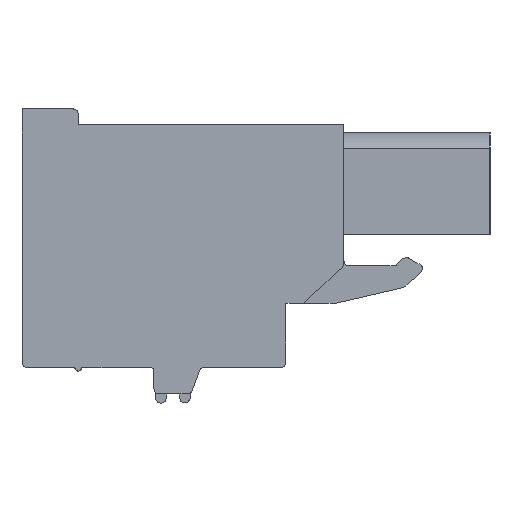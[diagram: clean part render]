
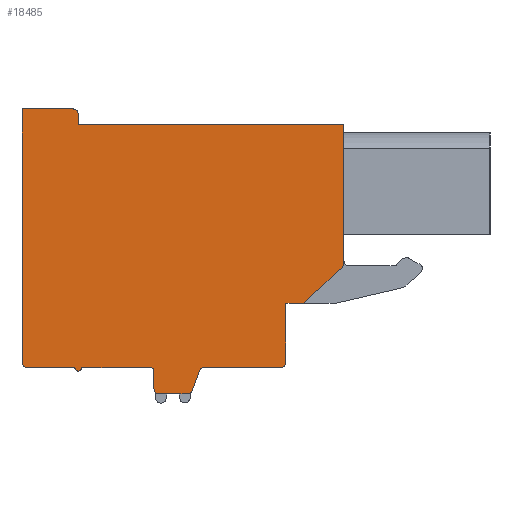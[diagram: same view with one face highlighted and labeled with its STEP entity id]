
A CAD part, left-side view. The second image highlights one B-rep face of the part: STEP entity #18485.
In plain terms, the highlighted planar face has unit normal (-1, 0, 0).
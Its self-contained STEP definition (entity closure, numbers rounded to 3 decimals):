
#713=DIRECTION('',(0.,0.,1.));
#714=VECTOR('',#713,7.87);
#715=CARTESIAN_POINT('',(-86.98,-5.66,-0.91));
#716=LINE('',#715,#714);
#3338=CARTESIAN_POINT('',(-86.98,-5.36,-0.91));
#3339=DIRECTION('',(1.,0.,0.));
#3340=DIRECTION('',(0.,-1.,0.));
#3341=AXIS2_PLACEMENT_3D('',#3338,#3339,#3340);
#3343=DIRECTION('',(0.,0.731,-0.683));
#3344=VECTOR('',#3343,3.018);
#3345=CARTESIAN_POINT('',(-86.98,-5.565,-1.129));
#3346=LINE('',#3345,#3344);
#3347=DIRECTION('',(0.,1.,0.));
#3348=VECTOR('',#3347,1.);
#3349=CARTESIAN_POINT('',(-86.98,-3.36,-3.19));
#3350=LINE('',#3349,#3348);
#3351=DIRECTION('',(0.,0.,-1.));
#3352=VECTOR('',#3351,3.35);
#3353=CARTESIAN_POINT('',(-86.98,-2.36,-3.19));
#3354=LINE('',#3353,#3352);
#3355=CARTESIAN_POINT('',(-86.98,-2.06,-6.54));
#3356=DIRECTION('',(1.,0.,0.));
#3357=DIRECTION('',(0.,-1.,0.));
#3358=AXIS2_PLACEMENT_3D('',#3355,#3356,#3357);
#3360=DIRECTION('',(0.,1.,0.));
#3361=VECTOR('',#3360,4.34);
#3362=CARTESIAN_POINT('',(-86.98,-2.06,-6.84));
#3363=LINE('',#3362,#3361);
#3364=CARTESIAN_POINT('',(-86.98,2.28,-7.14));
#3365=DIRECTION('',(-1.,0.,0.));
#3366=DIRECTION('',(0.,0.,1.));
#3367=AXIS2_PLACEMENT_3D('',#3364,#3365,#3366);
#3369=DIRECTION('',(0.,0.345,-0.939));
#3370=VECTOR('',#3369,1.179);
#3371=CARTESIAN_POINT('',(-86.98,2.562,-7.037));
#3372=LINE('',#3371,#3370);
#3373=CARTESIAN_POINT('',(-86.98,3.25,-8.04));
#3374=DIRECTION('',(1.,0.,0.));
#3375=DIRECTION('',(0.,-0.939,-0.345));
#3376=AXIS2_PLACEMENT_3D('',#3373,#3374,#3375);
#3378=DIRECTION('',(0.,1.,0.));
#3379=VECTOR('',#3378,1.59);
#3380=CARTESIAN_POINT('',(-86.98,3.25,-8.34));
#3381=LINE('',#3380,#3379);
#3382=CARTESIAN_POINT('',(-86.98,4.84,-8.04));
#3383=DIRECTION('',(1.,0.,0.));
#3384=DIRECTION('',(0.,0.,-1.));
#3385=AXIS2_PLACEMENT_3D('',#3382,#3383,#3384);
#3387=DIRECTION('',(0.,0.,1.));
#3388=VECTOR('',#3387,1.);
#3389=CARTESIAN_POINT('',(-86.98,5.14,-8.04));
#3390=LINE('',#3389,#3388);
#3391=CARTESIAN_POINT('',(-86.98,5.34,-7.04));
#3392=DIRECTION('',(-1.,0.,0.));
#3393=DIRECTION('',(0.,-1.,0.));
#3394=AXIS2_PLACEMENT_3D('',#3391,#3392,#3393);
#3396=DIRECTION('',(0.,1.,0.));
#3397=VECTOR('',#3396,3.9);
#3398=CARTESIAN_POINT('',(-86.98,5.34,-6.84));
#3399=LINE('',#3398,#3397);
#3400=CARTESIAN_POINT('',(-86.98,9.44,-6.84));
#3401=DIRECTION('',(1.,0.,0.));
#3402=DIRECTION('',(0.,-1.,0.));
#3403=AXIS2_PLACEMENT_3D('',#3400,#3401,#3402);
#3405=DIRECTION('',(0.,1.,0.));
#3406=VECTOR('',#3405,2.7);
#3407=CARTESIAN_POINT('',(-86.98,9.64,-6.84));
#3408=LINE('',#3407,#3406);
#3409=CARTESIAN_POINT('',(-86.98,12.34,-6.54));
#3410=DIRECTION('',(1.,0.,0.));
#3411=DIRECTION('',(0.,0.,-1.));
#3412=AXIS2_PLACEMENT_3D('',#3409,#3410,#3411);
#3414=DIRECTION('',(0.,0.,1.));
#3415=VECTOR('',#3414,14.4);
#3416=CARTESIAN_POINT('',(-86.98,12.64,-6.54));
#3417=LINE('',#3416,#3415);
#3418=DIRECTION('',(0.,-1.,0.));
#3419=VECTOR('',#3418,2.9);
#3420=CARTESIAN_POINT('',(-86.98,12.64,7.86));
#3421=LINE('',#3420,#3419);
#3422=CARTESIAN_POINT('',(-86.98,9.74,7.56));
#3423=DIRECTION('',(1.,0.,0.));
#3424=DIRECTION('',(0.,0.,1.));
#3425=AXIS2_PLACEMENT_3D('',#3422,#3423,#3424);
#3427=DIRECTION('',(0.,0.,-1.));
#3428=VECTOR('',#3427,0.6);
#3429=CARTESIAN_POINT('',(-86.98,9.44,7.56));
#3430=LINE('',#3429,#3428);
#3431=DIRECTION('',(0.,-1.,0.));
#3432=VECTOR('',#3431,15.1);
#3433=CARTESIAN_POINT('',(-86.98,9.44,6.96));
#3434=LINE('',#3433,#3432);
#10539=CARTESIAN_POINT('',(-86.98,9.44,6.96));
#10540=CARTESIAN_POINT('',(-86.98,-5.66,6.96));
#10541=VERTEX_POINT('',#10539);
#10542=VERTEX_POINT('',#10540);
#10543=CARTESIAN_POINT('',(-86.98,-5.66,-0.91));
#10544=CARTESIAN_POINT('',(-86.98,-5.565,-1.129));
#10545=VERTEX_POINT('',#10543);
#10546=VERTEX_POINT('',#10544);
#10547=CARTESIAN_POINT('',(-86.98,-3.36,-3.19));
#10548=VERTEX_POINT('',#10547);
#10549=CARTESIAN_POINT('',(-86.98,-2.36,-3.19));
#10550=VERTEX_POINT('',#10549);
#10551=CARTESIAN_POINT('',(-86.98,-2.36,-6.54));
#10552=VERTEX_POINT('',#10551);
#10553=CARTESIAN_POINT('',(-86.98,-2.06,-6.84));
#10554=VERTEX_POINT('',#10553);
#10555=CARTESIAN_POINT('',(-86.98,2.28,-6.84));
#10556=VERTEX_POINT('',#10555);
#10557=CARTESIAN_POINT('',(-86.98,2.562,-7.037));
#10558=VERTEX_POINT('',#10557);
#10559=CARTESIAN_POINT('',(-86.98,2.968,-8.143));
#10560=VERTEX_POINT('',#10559);
#10561=CARTESIAN_POINT('',(-86.98,3.25,-8.34));
#10562=VERTEX_POINT('',#10561);
#10563=CARTESIAN_POINT('',(-86.98,4.84,-8.34));
#10564=VERTEX_POINT('',#10563);
#10565=CARTESIAN_POINT('',(-86.98,5.14,-8.04));
#10566=VERTEX_POINT('',#10565);
#10567=CARTESIAN_POINT('',(-86.98,5.14,-7.04));
#10568=VERTEX_POINT('',#10567);
#10569=CARTESIAN_POINT('',(-86.98,5.34,-6.84));
#10570=VERTEX_POINT('',#10569);
#10571=CARTESIAN_POINT('',(-86.98,9.24,-6.84));
#10572=VERTEX_POINT('',#10571);
#10573=CARTESIAN_POINT('',(-86.98,9.64,-6.84));
#10574=VERTEX_POINT('',#10573);
#10575=CARTESIAN_POINT('',(-86.98,12.34,-6.84));
#10576=VERTEX_POINT('',#10575);
#10577=CARTESIAN_POINT('',(-86.98,12.64,-6.54));
#10578=VERTEX_POINT('',#10577);
#10579=CARTESIAN_POINT('',(-86.98,12.64,7.86));
#10580=VERTEX_POINT('',#10579);
#10581=CARTESIAN_POINT('',(-86.98,9.74,7.86));
#10582=VERTEX_POINT('',#10581);
#10583=CARTESIAN_POINT('',(-86.98,9.44,7.56));
#10584=VERTEX_POINT('',#10583);
#18436=CARTESIAN_POINT('',(-86.98,0.,0.));
#18437=DIRECTION('',(1.,0.,0.));
#18438=DIRECTION('',(0.,-1.,0.));
#18439=AXIS2_PLACEMENT_3D('',#18436,#18437,#18438);
#18440=PLANE('',#18439);
#18441=ORIENTED_EDGE('',*,*,#13848,.F.);
#18442=ORIENTED_EDGE('',*,*,#18416,.T.);
#18443=ORIENTED_EDGE('',*,*,#18342,.T.);
#18444=ORIENTED_EDGE('',*,*,#18316,.T.);
#18446=ORIENTED_EDGE('',*,*,#18445,.T.);
#18448=ORIENTED_EDGE('',*,*,#18447,.T.);
#18450=ORIENTED_EDGE('',*,*,#18449,.T.);
#18452=ORIENTED_EDGE('',*,*,#18451,.T.);
#18454=ORIENTED_EDGE('',*,*,#18453,.T.);
#18456=ORIENTED_EDGE('',*,*,#18455,.T.);
#18458=ORIENTED_EDGE('',*,*,#18457,.T.);
#18460=ORIENTED_EDGE('',*,*,#18459,.T.);
#18462=ORIENTED_EDGE('',*,*,#18461,.T.);
#18464=ORIENTED_EDGE('',*,*,#18463,.T.);
#18466=ORIENTED_EDGE('',*,*,#18465,.T.);
#18468=ORIENTED_EDGE('',*,*,#18467,.T.);
#18470=ORIENTED_EDGE('',*,*,#18469,.T.);
#18472=ORIENTED_EDGE('',*,*,#18471,.T.);
#18474=ORIENTED_EDGE('',*,*,#18473,.T.);
#18476=ORIENTED_EDGE('',*,*,#18475,.T.);
#18478=ORIENTED_EDGE('',*,*,#18477,.T.);
#18480=ORIENTED_EDGE('',*,*,#18479,.T.);
#18482=ORIENTED_EDGE('',*,*,#18481,.T.);
#18483=EDGE_LOOP('',(#18441,#18442,#18443,#18444,#18446,#18448,#18450,#18452,
#18454,#18456,#18458,#18460,#18462,#18464,#18466,#18468,#18470,#18472,#18474,
#18476,#18478,#18480,#18482));
#18484=FACE_OUTER_BOUND('',#18483,.F.);
#18485=ADVANCED_FACE('',(#18484),#18440,.F.);
#3342=CIRCLE('',#3341,0.3);
#3359=CIRCLE('',#3358,0.3);
#3368=CIRCLE('',#3367,0.3);
#3377=CIRCLE('',#3376,0.3);
#3386=CIRCLE('',#3385,0.3);
#3395=CIRCLE('',#3394,0.2);
#3404=CIRCLE('',#3403,0.2);
#3413=CIRCLE('',#3412,0.3);
#3426=CIRCLE('',#3425,0.3);
#13848=EDGE_CURVE('',#10545,#10542,#716,.T.);
#18316=EDGE_CURVE('',#10548,#10550,#3350,.T.);
#18342=EDGE_CURVE('',#10546,#10548,#3346,.T.);
#18416=EDGE_CURVE('',#10545,#10546,#3342,.T.);
#18445=EDGE_CURVE('',#10550,#10552,#3354,.T.);
#18447=EDGE_CURVE('',#10552,#10554,#3359,.T.);
#18449=EDGE_CURVE('',#10554,#10556,#3363,.T.);
#18451=EDGE_CURVE('',#10556,#10558,#3368,.T.);
#18453=EDGE_CURVE('',#10558,#10560,#3372,.T.);
#18455=EDGE_CURVE('',#10560,#10562,#3377,.T.);
#18457=EDGE_CURVE('',#10562,#10564,#3381,.T.);
#18459=EDGE_CURVE('',#10564,#10566,#3386,.T.);
#18461=EDGE_CURVE('',#10566,#10568,#3390,.T.);
#18463=EDGE_CURVE('',#10568,#10570,#3395,.T.);
#18465=EDGE_CURVE('',#10570,#10572,#3399,.T.);
#18467=EDGE_CURVE('',#10572,#10574,#3404,.T.);
#18469=EDGE_CURVE('',#10574,#10576,#3408,.T.);
#18471=EDGE_CURVE('',#10576,#10578,#3413,.T.);
#18473=EDGE_CURVE('',#10578,#10580,#3417,.T.);
#18475=EDGE_CURVE('',#10580,#10582,#3421,.T.);
#18477=EDGE_CURVE('',#10582,#10584,#3426,.T.);
#18479=EDGE_CURVE('',#10584,#10541,#3430,.T.);
#18481=EDGE_CURVE('',#10541,#10542,#3434,.T.);
